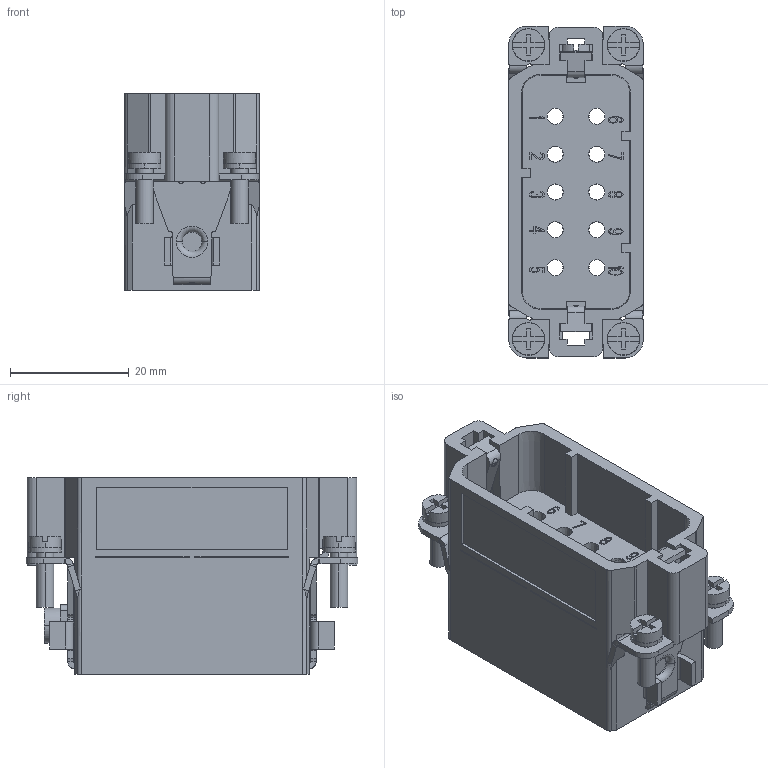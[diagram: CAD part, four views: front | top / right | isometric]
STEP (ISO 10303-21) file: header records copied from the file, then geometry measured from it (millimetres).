
FILE_DESCRIPTION((''),'2;1');
FILE_NAME('MANIFOLD_SOLID_BREP_636','2017-06-28T',('tl.yang'),(''),'PRO/ENGINEER BY PARAMETRIC TECHNOLOGY CORPORATION, 2011500','PRO/ENGINEER BY PARAMETRIC TECHNOLOGY CORPORATION, 2011500','');
FILE_SCHEMA(('CONFIG_CONTROL_DESIGN'));
Length unit declared in the file: millimetre
Products named in the file (1): MANIFOLD_SOLID_BREP_636
Bounding box: 22.65 x 55.9 x 33.12 mm (x, y, z)
Volume: 22000.2 mm3; surface area: 13474.7 mm2
Topology: 1 solids, 2 shells, 1458 faces, 4130 edges, 2706 vertices
Faces by surface type: plane 1182, cylinder 180, bspline 50, cone 42, torus 4
Entity records: 48709 total; most frequent: CARTESIAN_POINT 10833, ORIENTED_EDGE 8260, DIRECTION 7222, EDGE_CURVE 4130, VECTOR 3538, LINE 3538, VERTEX_POINT 2706, AXIS2_PLACEMENT_3D 1842
